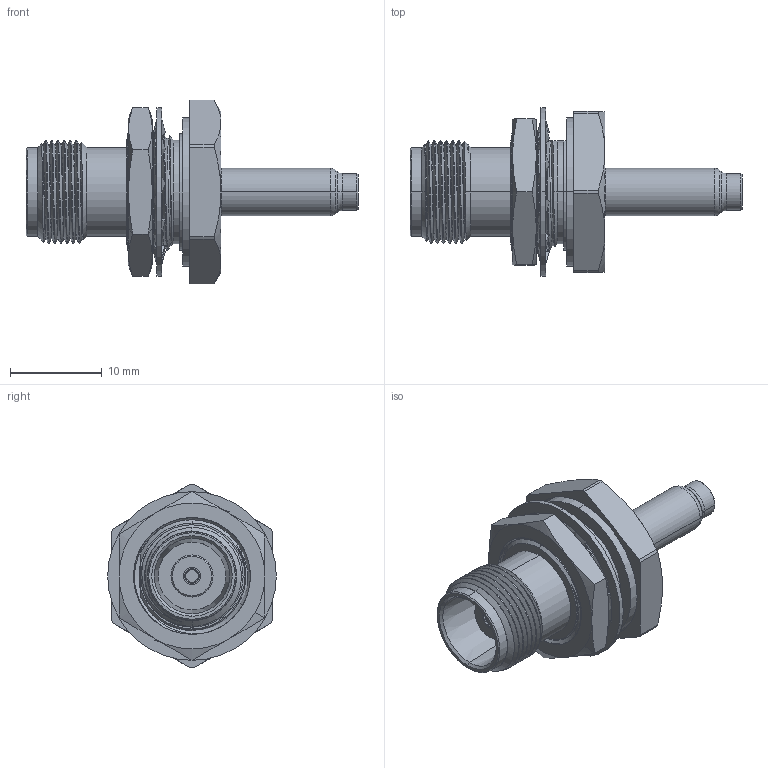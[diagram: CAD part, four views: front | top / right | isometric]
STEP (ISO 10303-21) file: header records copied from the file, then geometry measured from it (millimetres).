
FILE_DESCRIPTION (( 'STEP AP203' ), '1' );
FILE_NAME ('PE45177.step', '2018-12-20T00:04:39', ( '' ), ( '' ), 'SwSTEP 2.0', 'SolidWorks 2017', '' );
FILE_SCHEMA (( 'CONFIG_CONTROL_DESIGN' ));
Length unit declared in the file: inch
Products named in the file (1): PE45177
Bounding box: 36.12 x 18.34 x 20.01 mm (x, y, z)
Volume: 2720.4 mm3; surface area: 3577.4 mm2
Topology: 5 solids, 5 shells, 295 faces, 796 edges, 521 vertices
Faces by surface type: cylinder 95, bspline 74, plane 69, cone 57
Entity records: 17739 total; most frequent: CARTESIAN_POINT 11021, ORIENTED_EDGE 1592, DIRECTION 1133, EDGE_CURVE 796, VERTEX_POINT 521, AXIS2_PLACEMENT_3D 430, EDGE_LOOP 313, FACE_OUTER_BOUND 295
